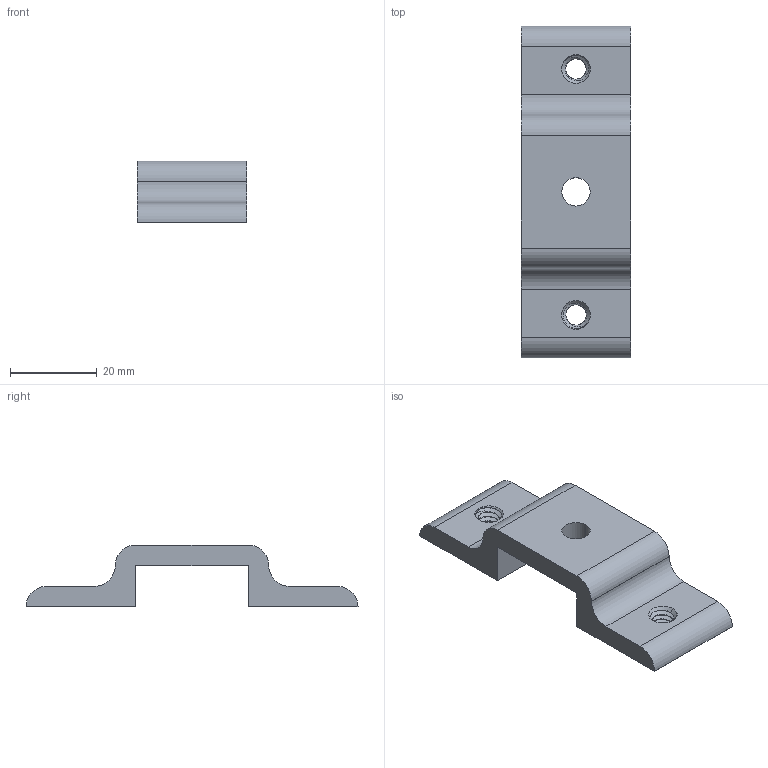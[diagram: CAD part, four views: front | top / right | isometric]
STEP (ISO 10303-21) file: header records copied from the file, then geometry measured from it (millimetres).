
FILE_DESCRIPTION (( 'STEP AP203' ), '1' );
FILE_NAME ('3136N117_T-Slotted Framing.STEP', '2022-07-08T13:42:43', ( 'Administrator' ), ( 'Managed by Terraform' ), 'SwSTEP 2.0', 'SolidWorks 2017', '' );
FILE_SCHEMA (( 'CONFIG_CONTROL_DESIGN' ));
Length unit declared in the file: inch
Products named in the file (1): 3136N117_T-Slotted Framing
Bounding box: 25.4 x 76.73 x 14.3 mm (x, y, z)
Volume: 10966.7 mm3; surface area: 5870.9 mm2
Topology: 1 solids, 1 shells, 54 faces, 156 edges, 104 vertices
Faces by surface type: cylinder 24, plane 14, cone 10, bspline 6
Entity records: 4837 total; most frequent: CARTESIAN_POINT 3467, ORIENTED_EDGE 312, DIRECTION 226, EDGE_CURVE 156, VERTEX_POINT 104, AXIS2_PLACEMENT_3D 79, LINE 68, VECTOR 68
